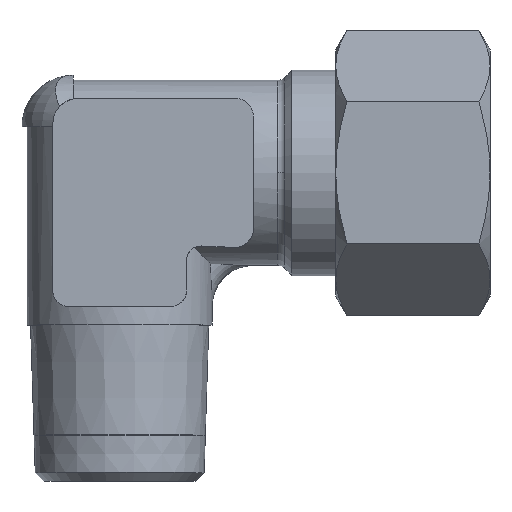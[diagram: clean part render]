
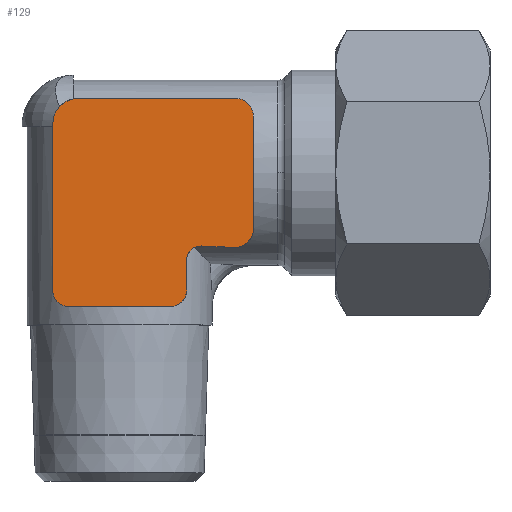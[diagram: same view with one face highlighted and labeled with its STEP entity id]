
A CAD part, top view. The second image highlights one B-rep face of the part: STEP entity #129.
In plain terms, the highlighted planar face has unit normal (0, 0, 1).
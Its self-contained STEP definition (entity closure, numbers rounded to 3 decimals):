
#129=ADVANCED_FACE('',(#318),#319,.T.);
#318=FACE_OUTER_BOUND('',#530,.T.);
#319=PLANE('',#531);
#530=EDGE_LOOP('',(#1219,#1220,#1221,#1222,#1223,#1224,#1225,#1226,#1227,#1228,#1229,#1230,#1231,#1232,#1233,#1234,#1235));
#531=AXIS2_PLACEMENT_3D('',#1236,#1237,#1238);
#1219=ORIENTED_EDGE('',*,*,#1635,.F.);
#1220=ORIENTED_EDGE('',*,*,#1645,.F.);
#1221=ORIENTED_EDGE('',*,*,#1643,.F.);
#1222=ORIENTED_EDGE('',*,*,#1597,.F.);
#1223=ORIENTED_EDGE('',*,*,#1477,.F.);
#1224=ORIENTED_EDGE('',*,*,#1603,.F.);
#1225=ORIENTED_EDGE('',*,*,#1608,.F.);
#1226=ORIENTED_EDGE('',*,*,#1613,.F.);
#1227=ORIENTED_EDGE('',*,*,#1616,.F.);
#1228=ORIENTED_EDGE('',*,*,#1471,.F.);
#1229=ORIENTED_EDGE('',*,*,#1621,.F.);
#1230=ORIENTED_EDGE('',*,*,#1624,.F.);
#1231=ORIENTED_EDGE('',*,*,#1464,.F.);
#1232=ORIENTED_EDGE('',*,*,#1633,.F.);
#1233=ORIENTED_EDGE('',*,*,#1450,.F.);
#1234=ORIENTED_EDGE('',*,*,#1630,.F.);
#1235=ORIENTED_EDGE('',*,*,#1637,.F.);
#1236=CARTESIAN_POINT('',(2.734,27.617,9.5));
#1237=DIRECTION('',(0.0,0.0,1.0));
#1238=DIRECTION('',(1.0,0.0,0.0));
#1450=EDGE_CURVE('',#1749,#1752,#1753,.T.);
#1464=EDGE_CURVE('',#1776,#1774,#1778,.T.);
#1471=EDGE_CURVE('',#1789,#1787,#1791,.T.);
#1477=EDGE_CURVE('',#1800,#1803,#1804,.T.);
#1597=EDGE_CURVE('',#1803,#1995,#1996,.T.);
#1603=EDGE_CURVE('',#2003,#1800,#2005,.T.);
#1608=EDGE_CURVE('',#2011,#2003,#2013,.T.);
#1613=EDGE_CURVE('',#2019,#2011,#2021,.T.);
#1616=EDGE_CURVE('',#1787,#2019,#2024,.T.);
#1621=EDGE_CURVE('',#2030,#1789,#2032,.T.);
#1624=EDGE_CURVE('',#1774,#2030,#2035,.T.);
#1630=EDGE_CURVE('',#2043,#1749,#2045,.T.);
#1633=EDGE_CURVE('',#1752,#1776,#2048,.T.);
#1635=EDGE_CURVE('',#2049,#2051,#2052,.T.);
#1637=EDGE_CURVE('',#2051,#2043,#2054,.T.);
#1643=EDGE_CURVE('',#1995,#2062,#2063,.T.);
#1645=EDGE_CURVE('',#2062,#2049,#2065,.T.);
#1749=VERTEX_POINT('',#2301);
#1752=VERTEX_POINT('',#2305);
#1753=CIRCLE('',#2306,2.467);
#1774=VERTEX_POINT('',#2379);
#1776=VERTEX_POINT('',#2382);
#1778=CIRCLE('',#2385,1.76);
#1787=VERTEX_POINT('',#2411);
#1789=VERTEX_POINT('',#2414);
#1791=CIRCLE('',#2417,1.76);
#1800=VERTEX_POINT('',#2443);
#1803=VERTEX_POINT('',#2447);
#1804=CIRCLE('',#2448,1.424);
#1995=VERTEX_POINT('',#3225);
#1996=LINE('',#3226,#3227);
#2003=VERTEX_POINT('',#3253);
#2005=CIRCLE('',#3256,1.424);
#2011=VERTEX_POINT('',#3264);
#2013=LINE('',#3267,#3268);
#2019=VERTEX_POINT('',#3277);
#2021=LINE('',#3280,#3281);
#2024=CIRCLE('',#3299,1.76);
#2030=VERTEX_POINT('',#3307);
#2032=LINE('',#3310,#3311);
#2035=CIRCLE('',#3329,1.76);
#2043=VERTEX_POINT('',#3360);
#2045=CIRCLE('',#3363,2.467);
#2048=LINE('',#3368,#3369);
#2049=VERTEX_POINT('',#3370);
#2051=VERTEX_POINT('',#3373);
#2052=CIRCLE('',#3374,1.5);
#2054=LINE('',#3377,#3378);
#2062=VERTEX_POINT('',#3395);
#2063=CIRCLE('',#3396,1.5);
#2065=LINE('',#3399,#3400);
#2301=CARTESIAN_POINT('',(-6.5,34.769,9.5));
#2305=CARTESIAN_POINT('',(-4.2,37.23,9.5));
#2306=AXIS2_PLACEMENT_3D('',#3527,#3528,#3529);
#2379=CARTESIAN_POINT('',(13.003,35.489,9.5));
#2382=CARTESIAN_POINT('',(11.5,37.23,9.5));
#2385=AXIS2_PLACEMENT_3D('',#3540,#3541,#3542);
#2411=CARTESIAN_POINT('',(13.003,24.511,9.5));
#2414=CARTESIAN_POINT('',(13.0,24.62,9.5));
#2417=AXIS2_PLACEMENT_3D('',#3550,#3551,#3552);
#2443=CARTESIAN_POINT('',(6.499,21.459,9.5));
#2447=CARTESIAN_POINT('',(6.5,21.41,9.5));
#2448=AXIS2_PLACEMENT_3D('',#3559,#3560,#3561);
#3225=CARTESIAN_POINT('',(6.5,18.5,9.5));
#3226=CARTESIAN_POINT('',(6.5,21.41,9.5));
#3227=VECTOR('',#3728,1.0);
#3253=CARTESIAN_POINT('',(8.0,22.88,9.5));
#3256=AXIS2_PLACEMENT_3D('',#3735,#3736,#3737);
#3264=CARTESIAN_POINT('',(10.443,22.77,9.5));
#3267=CARTESIAN_POINT('',(8.0,22.88,9.5));
#3268=VECTOR('',#3744,1.0);
#3277=CARTESIAN_POINT('',(11.5,22.77,9.5));
#3280=CARTESIAN_POINT('',(10.443,22.77,9.5));
#3281=VECTOR('',#3749,1.0);
#3299=AXIS2_PLACEMENT_3D('',#3753,#3754,#3755);
#3307=CARTESIAN_POINT('',(13.0,35.38,9.5));
#3310=CARTESIAN_POINT('',(13.0,35.38,9.5));
#3311=VECTOR('',#3762,1.0);
#3329=AXIS2_PLACEMENT_3D('',#3766,#3767,#3768);
#3360=CARTESIAN_POINT('',(-6.5,34.745,9.5));
#3363=AXIS2_PLACEMENT_3D('',#3774,#3775,#3776);
#3368=CARTESIAN_POINT('',(-4.2,37.23,9.5));
#3369=VECTOR('',#3779,1.0);
#3370=CARTESIAN_POINT('',(-5.0,17.,9.5));
#3373=CARTESIAN_POINT('',(-6.5,18.5,9.5));
#3374=AXIS2_PLACEMENT_3D('',#3781,#3782,#3783);
#3377=CARTESIAN_POINT('',(-6.5,18.5,9.5));
#3378=VECTOR('',#3785,1.0);
#3395=CARTESIAN_POINT('',(5.0,17.,9.5));
#3396=AXIS2_PLACEMENT_3D('',#3789,#3790,#3791);
#3399=CARTESIAN_POINT('',(-5.0,17.,9.5));
#3400=VECTOR('',#3793,1.0);
#3527=CARTESIAN_POINT('',(-4.033,34.769,9.5));
#3528=DIRECTION('',(0.0,0.0,-1.0));
#3529=DIRECTION('',(1.0,0.0,0.0));
#3540=CARTESIAN_POINT('',(11.244,35.489,9.5));
#3541=DIRECTION('',(0.0,0.0,-1.0));
#3542=DIRECTION('',(1.0,0.0,0.0));
#3550=CARTESIAN_POINT('',(11.244,24.511,9.5));
#3551=DIRECTION('',(0.0,0.0,-1.0));
#3552=DIRECTION('',(1.0,0.0,0.0));
#3559=CARTESIAN_POINT('',(7.923,21.459,9.5));
#3560=DIRECTION('',(0.0,0.0,1.0));
#3561=DIRECTION('',(1.0,0.0,0.0));
#3728=DIRECTION('',(0.0,-1.0,0.0));
#3735=CARTESIAN_POINT('',(7.923,21.459,9.5));
#3736=DIRECTION('',(0.0,0.0,1.0));
#3737=DIRECTION('',(1.0,0.0,0.0));
#3744=DIRECTION('',(-0.999,0.045,0.0));
#3749=DIRECTION('',(-1.0,-0.0,-0.0));
#3753=CARTESIAN_POINT('',(11.244,24.511,9.5));
#3754=DIRECTION('',(0.0,0.0,-1.0));
#3755=DIRECTION('',(1.0,0.0,0.0));
#3762=DIRECTION('',(0.,-1.0,0.0));
#3766=CARTESIAN_POINT('',(11.244,35.489,9.5));
#3767=DIRECTION('',(0.0,0.0,-1.0));
#3768=DIRECTION('',(1.0,0.0,0.0));
#3774=CARTESIAN_POINT('',(-4.033,34.769,9.5));
#3775=DIRECTION('',(0.0,0.0,-1.0));
#3776=DIRECTION('',(1.0,0.0,0.0));
#3779=DIRECTION('',(1.0,0.0,0.0));
#3781=CARTESIAN_POINT('',(-5.0,18.5,9.5));
#3782=DIRECTION('',(0.0,0.0,-1.0));
#3783=DIRECTION('',(1.0,0.0,0.0));
#3785=DIRECTION('',(0.0,1.0,0.0));
#3789=CARTESIAN_POINT('',(5.0,18.5,9.5));
#3790=DIRECTION('',(0.0,0.0,-1.0));
#3791=DIRECTION('',(1.0,0.0,0.0));
#3793=DIRECTION('',(-1.0,-0.0,-0.0));
